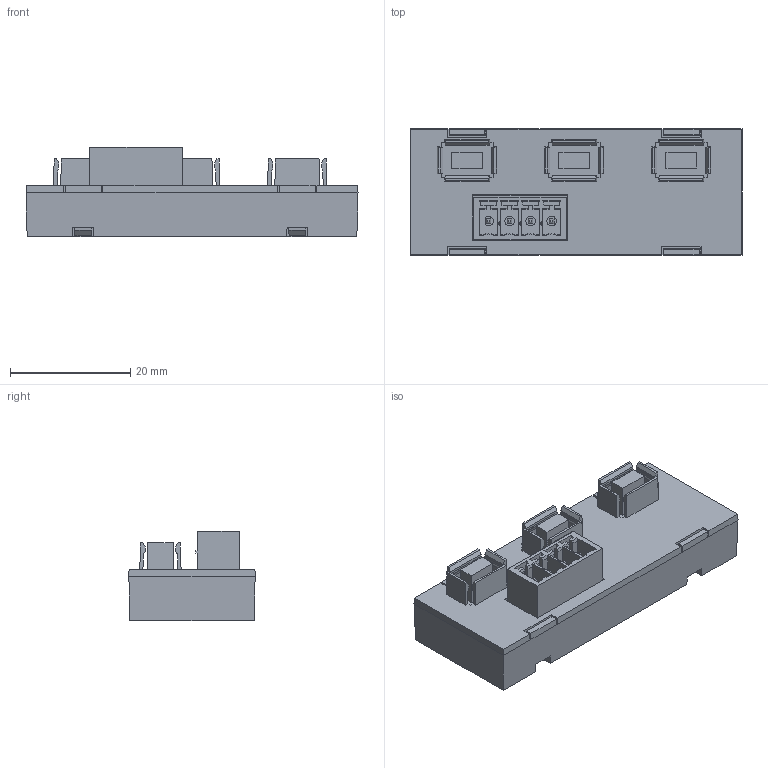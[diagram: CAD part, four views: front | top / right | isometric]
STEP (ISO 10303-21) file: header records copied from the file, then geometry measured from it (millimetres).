
FILE_DESCRIPTION(('STEP AP214'),'1');
FILE_NAME('cctmp_9413DD2B-2CC6-4086-9AE2-D632F1C1461F_2023_07_24_21_18_39_0853..stp','2023-07-24T19:18:41',('SIEMENS A&D'),('CADClick - www.CADClick.com'),'Spatial InterOp 3D postprocessed',' ','unknown authorization');
FILE_SCHEMA(('AUTOMOTIVE_DESIGN'));
Length unit declared in the file: millimetre
Products named in the file (1): 2023_07_24_21_18_39_0822
Bounding box: 55.2 x 21 x 14.81 mm (x, y, z)
Volume: 10062.5 mm3; surface area: 5847.6 mm2
Topology: 1 solids, 1 shells, 488 faces, 1302 edges, 854 vertices
Faces by surface type: plane 437, cylinder 28, cone 15, extrusion 8
Entity records: 16670 total; most frequent: CARTESIAN_POINT 3316, ORIENTED_EDGE 2600, DIRECTION 2162, EDGE_CURVE 1300, VECTOR 1084, LINE 1076, VERTEX_POINT 853, AXIS2_PLACEMENT_3D 539
